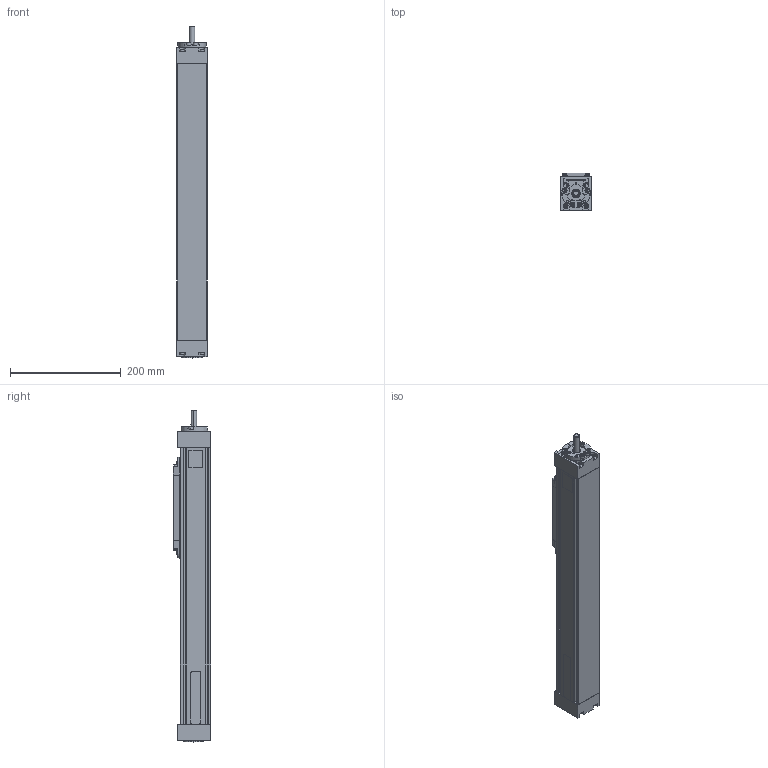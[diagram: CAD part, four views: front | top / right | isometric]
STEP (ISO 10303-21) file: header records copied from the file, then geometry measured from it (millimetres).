
FILE_DESCRIPTION (( 'STEP AP214' ), '1' );
FILE_NAME ('PL_578C6E4E17.step', '2022-10-12T19:31:27', ( '' ), ( '' ), 'SwSTEP 2.0', 'SolidWorks 2019', '' );
FILE_SCHEMA (( 'AUTOMOTIVE_DESIGN' ));
Length unit declared in the file: inch
Products named in the file (5): 1S5ucLwkiZ_CADModel_0; 1S5ucLwkiZ_CADModel_1; PL_578C6E4E17
Assembly tree (2 placements, depth 2):
  1S5ucLwkiZ_CADModel_0
  1S5ucLwkiZ_CADModel_1
  PL_578C6E4E17
    1S5ucLwkiZ_CADModel_1
    1S5ucLwkiZ_CADModel_0
Bounding box: 55.25 x 67.72 x 600.48 mm (x, y, z)
Volume: 836425.7 mm3; surface area: 575294.1 mm2
Topology: 81 solids, 81 shells, 4091 faces, 10356 edges, 6593 vertices
Faces by surface type: plane 2044, cylinder 1452, cone 353, bspline 116, torus 112, sphere 14
Entity records: 181359 total; most frequent: CARTESIAN_POINT 26569, DIRECTION 21515, ORIENTED_EDGE 20528, EDGE_CURVE 10264, AXIS2_PLACEMENT_3D 7679, VERTEX_POINT 6593, VECTOR 6157, LINE 6157
